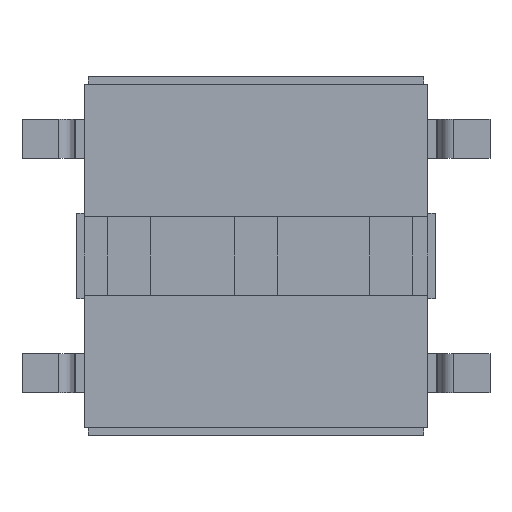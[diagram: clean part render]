
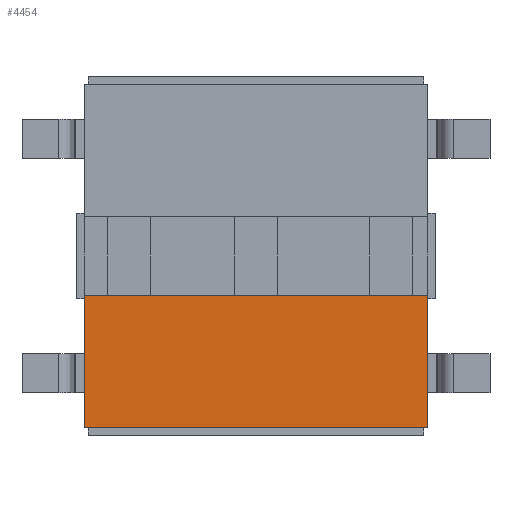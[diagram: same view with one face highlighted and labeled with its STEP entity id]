
A CAD part, front view. The second image highlights one B-rep face of the part: STEP entity #4454.
In plain terms, the highlighted face is planar.
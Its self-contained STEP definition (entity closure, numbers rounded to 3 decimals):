
#223 = PLANE ( 'NONE',  #7159 ) ;
#277 = DIRECTION ( 'NONE',  ( 0., 0., 1. ) ) ;
#307 = VERTEX_POINT ( 'NONE', #6709 ) ;
#494 = LINE ( 'NONE', #3394, #2821 ) ;
#857 = CARTESIAN_POINT ( 'NONE',  ( -2.42, 0.5, 0. ) ) ;
#1044 = ORIENTED_EDGE ( 'NONE', *, *, #4263, .F. ) ;
#1878 = EDGE_CURVE ( 'NONE', #7709, #3889, #494, .T. ) ;
#2044 = CARTESIAN_POINT ( 'NONE',  ( -2.2, -2.42, 0. ) ) ;
#2092 = DIRECTION ( 'NONE',  ( 1., 0., 0. ) ) ;
#2776 = CARTESIAN_POINT ( 'NONE',  ( -2.42, 0.415, 0. ) ) ;
#2821 = VECTOR ( 'NONE', #7099, 1000. ) ;
#3058 = EDGE_CURVE ( 'NONE', #8062, #307, #7621, .T. ) ;
#3182 = EDGE_LOOP ( 'NONE', ( #1044, #3894, #5306, #7098 ) ) ;
#3332 = DIRECTION ( 'NONE',  ( 0., 1., 0. ) ) ;
#3394 = CARTESIAN_POINT ( 'NONE',  ( -2.42, 2.2, 0. ) ) ;
#3413 = CARTESIAN_POINT ( 'NONE',  ( 2.2, -2.42, 0. ) ) ;
#3889 = VERTEX_POINT ( 'NONE', #5361 ) ;
#3894 = ORIENTED_EDGE ( 'NONE', *, *, #1878, .F. ) ;
#3983 = VECTOR ( 'NONE', #3332, 1000. ) ;
#4257 = LINE ( 'NONE', #3413, #3983 ) ;
#4263 = EDGE_CURVE ( 'NONE', #3889, #8062, #5635, .T. ) ;
#4366 = VECTOR ( 'NONE', #7054, 1000. ) ;
#4411 = DIRECTION ( 'NONE',  ( 1., 0., 0. ) ) ;
#4454 = ADVANCED_FACE ( 'NONE', ( #6412 ), #223, .F. ) ;
#5306 = ORIENTED_EDGE ( 'NONE', *, *, #5640, .F. ) ;
#5361 = CARTESIAN_POINT ( 'NONE',  ( -2.2, 2.2, 0. ) ) ;
#5635 = LINE ( 'NONE', #2044, #4366 ) ;
#5640 = EDGE_CURVE ( 'NONE', #307, #7709, #4257, .T. ) ;
#6014 = CARTESIAN_POINT ( 'NONE',  ( 2.2, 2.2, 0. ) ) ;
#6065 = CARTESIAN_POINT ( 'NONE',  ( -2.2, 0.5, 0. ) ) ;
#6412 = FACE_OUTER_BOUND ( 'NONE', #3182, .T. ) ;
#6709 = CARTESIAN_POINT ( 'NONE',  ( 2.2, 0.5, 0. ) ) ;
#7054 = DIRECTION ( 'NONE',  ( 0., -1., 0. ) ) ;
#7098 = ORIENTED_EDGE ( 'NONE', *, *, #3058, .F. ) ;
#7099 = DIRECTION ( 'NONE',  ( -1., 0., 0. ) ) ;
#7159 = AXIS2_PLACEMENT_3D ( 'NONE', #2776, #277, #2092 ) ;
#7621 = LINE ( 'NONE', #857, #7718 ) ;
#7709 = VERTEX_POINT ( 'NONE', #6014 ) ;
#7718 = VECTOR ( 'NONE', #4411, 1000. ) ;
#8062 = VERTEX_POINT ( 'NONE', #6065 ) ;
